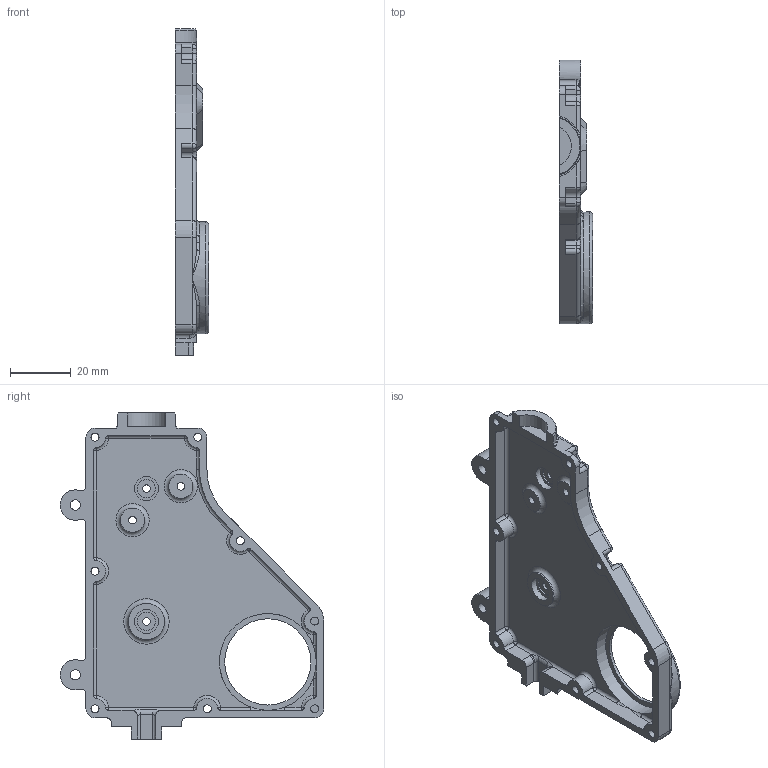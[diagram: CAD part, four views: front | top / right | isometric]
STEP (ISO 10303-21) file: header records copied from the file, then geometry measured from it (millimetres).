
FILE_DESCRIPTION(/* description */ ('STEP AP242','CAx-IF Rec.Pracs.---Representation and Presentation of Product Manufacturing Information (PMI)---4.0---2014-10-13','CAx-IF Rec.Pracs.---3D Tessellated Geometry---0.4---2014-09-14','2;1'),/* implementation_level */ '2;1');
FILE_NAME(/* name */ '6248bd53a98a8c27c7d60362',/* time_stamp */ '2022-04-02T21:17:07+00:00',/* author */ (''),/* organization */ (''),/* preprocessor_version */ 'ST-DEVELOPER v18.101',/* originating_system */ ' ',/* authorisation */ ' ');
FILE_SCHEMA (('AP242_MANAGED_MODEL_BASED_3D_ENGINEERING_MIM_LF { 1 0 10303 442 1 1 4 }'));
Length unit declared in the file: metre
Products named in the file (1): static_hip_cover_shell
Bounding box: 11 x 87.09 x 107.76 mm (x, y, z)
Volume: 15519.5 mm3; surface area: 16801.9 mm2
Topology: 1 solids, 1 shells, 284 faces, 721 edges, 421 vertices
Faces by surface type: cylinder 128, plane 72, torus 40, bspline 24, sphere 16, cone 4
Full cylindrical faces by diameter (mm): 2.5 x4, 2.65 x8, 3.4 x2, 6 x2, 7.96 x2, 12 x1, 28.5 x1, 32 x1, 37 x1
Entity records: 8636 total; most frequent: CARTESIAN_POINT 2036, DIRECTION 1449, ORIENTED_EDGE 1310, EDGE_CURVE 655, AXIS2_PLACEMENT_3D 589, VERTEX_POINT 409, EDGE_LOOP 346, FACE_BOUND 346
